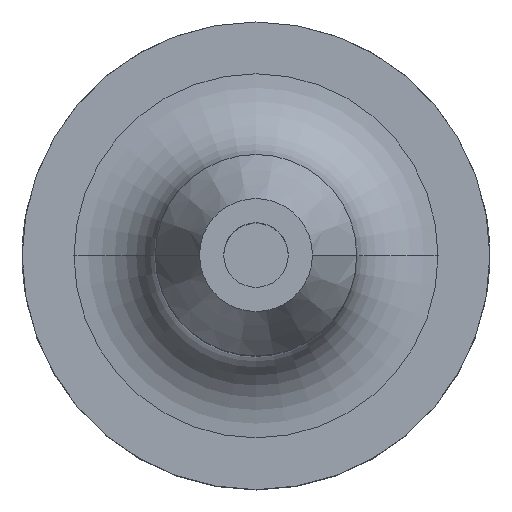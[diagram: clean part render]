
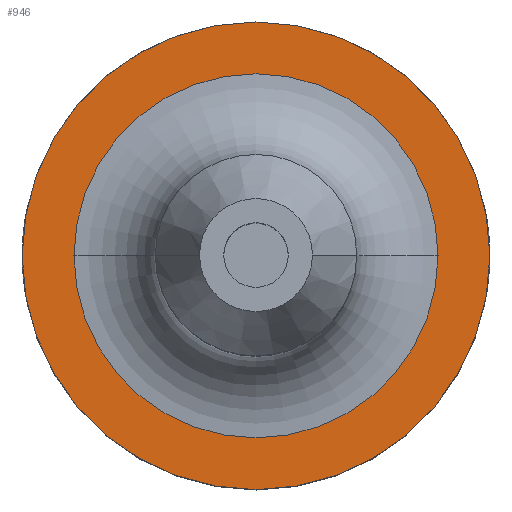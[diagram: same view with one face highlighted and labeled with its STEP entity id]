
A CAD part, top view. The second image highlights one B-rep face of the part: STEP entity #946.
In plain terms, the highlighted planar face has unit normal (0, 0, 1).
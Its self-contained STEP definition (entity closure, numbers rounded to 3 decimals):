
#97 = EDGE_CURVE ( 'NONE', #587, #1394, #191, .T. ) ;
#109 = ORIENTED_EDGE ( 'NONE', *, *, #1580, .F. ) ;
#159 = DIRECTION ( 'NONE',  ( 0., 0., -1. ) ) ;
#178 = DIRECTION ( 'NONE',  ( 0., 0., -1. ) ) ;
#191 = CIRCLE ( 'NONE', #206, 17.906 ) ;
#206 = AXIS2_PLACEMENT_3D ( 'NONE', #1473, #626, #1353 ) ;
#288 = DIRECTION ( 'NONE',  ( 0., 0., -1. ) ) ;
#384 = CARTESIAN_POINT ( 'NONE',  ( 0., 9.906, 22. ) ) ;
#388 = DIRECTION ( 'NONE',  ( -1., 0., 0. ) ) ;
#482 = CARTESIAN_POINT ( 'NONE',  ( 23., 0., 22. ) ) ;
#535 = FACE_OUTER_BOUND ( 'NONE', #1149, .T. ) ;
#587 = VERTEX_POINT ( 'NONE', #770 ) ;
#626 = DIRECTION ( 'NONE',  ( 0., 0., -1. ) ) ;
#693 = CARTESIAN_POINT ( 'NONE',  ( -17.906, 0., 22. ) ) ;
#698 = EDGE_CURVE ( 'NONE', #1394, #587, #882, .T. ) ;
#713 = AXIS2_PLACEMENT_3D ( 'NONE', #909, #288, #1594 ) ;
#770 = CARTESIAN_POINT ( 'NONE',  ( 17.906, 0., 22. ) ) ;
#801 = DIRECTION ( 'NONE',  ( -1., 0., 0. ) ) ;
#827 = AXIS2_PLACEMENT_3D ( 'NONE', #907, #159, #1031 ) ;
#838 = VERTEX_POINT ( 'NONE', #859 ) ;
#859 = CARTESIAN_POINT ( 'NONE',  ( -23., 0., 22. ) ) ;
#877 = PLANE ( 'NONE',  #1428 ) ;
#882 = CIRCLE ( 'NONE', #1384, 17.906 ) ;
#907 = CARTESIAN_POINT ( 'NONE',  ( 0., 0., 22. ) ) ;
#909 = CARTESIAN_POINT ( 'NONE',  ( 0., 0., 22. ) ) ;
#924 = CARTESIAN_POINT ( 'NONE',  ( 0., 0., 22. ) ) ;
#946 = ADVANCED_FACE ( 'NONE', ( #1217, #535 ), #877, .F. ) ;
#1031 = DIRECTION ( 'NONE',  ( -1., 0., 0. ) ) ;
#1130 = DIRECTION ( 'NONE',  ( 0., 0., -1. ) ) ;
#1149 = EDGE_LOOP ( 'NONE', ( #1376, #109 ) ) ;
#1156 = EDGE_CURVE ( 'NONE', #838, #1441, #1588, .T. ) ;
#1193 = ORIENTED_EDGE ( 'NONE', *, *, #698, .T. ) ;
#1195 = ORIENTED_EDGE ( 'NONE', *, *, #97, .T. ) ;
#1217 = FACE_BOUND ( 'NONE', #1412, .T. ) ;
#1353 = DIRECTION ( 'NONE',  ( -1., 0., 0. ) ) ;
#1362 = CIRCLE ( 'NONE', #713, 23. ) ;
#1376 = ORIENTED_EDGE ( 'NONE', *, *, #1156, .F. ) ;
#1384 = AXIS2_PLACEMENT_3D ( 'NONE', #924, #178, #801 ) ;
#1394 = VERTEX_POINT ( 'NONE', #693 ) ;
#1412 = EDGE_LOOP ( 'NONE', ( #1193, #1195 ) ) ;
#1428 = AXIS2_PLACEMENT_3D ( 'NONE', #384, #1130, #388 ) ;
#1441 = VERTEX_POINT ( 'NONE', #482 ) ;
#1473 = CARTESIAN_POINT ( 'NONE',  ( 0., 0., 22. ) ) ;
#1580 = EDGE_CURVE ( 'NONE', #1441, #838, #1362, .T. ) ;
#1588 = CIRCLE ( 'NONE', #827, 23. ) ;
#1594 = DIRECTION ( 'NONE',  ( -1., 0., 0. ) ) ;
